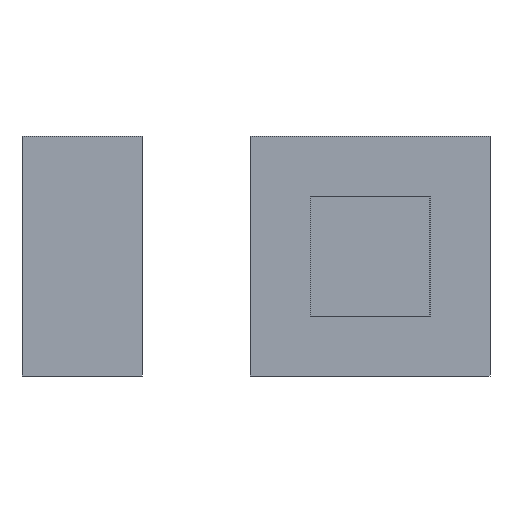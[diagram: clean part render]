
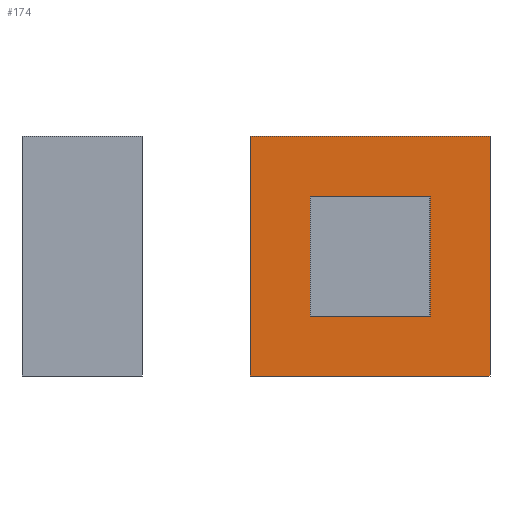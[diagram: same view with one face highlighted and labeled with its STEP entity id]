
A CAD part, left-side view. The second image highlights one B-rep face of the part: STEP entity #174.
In plain terms, the highlighted planar face has unit normal (-1, 0, 0).
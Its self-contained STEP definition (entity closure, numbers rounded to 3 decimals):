
#174=ADVANCED_FACE('',(#196),#197,.F.);
#196=FACE_OUTER_BOUND('',#232,.T.);
#197=PLANE('',#233);
#232=EDGE_LOOP('',(#283,#284,#285,#286));
#233=AXIS2_PLACEMENT_3D('',#287,#288,#289);
#283=ORIENTED_EDGE('',*,*,#398,.T.);
#284=ORIENTED_EDGE('',*,*,#394,.F.);
#285=ORIENTED_EDGE('',*,*,#396,.F.);
#286=ORIENTED_EDGE('',*,*,#390,.F.);
#287=CARTESIAN_POINT('',(15.0,0.0,0.0));
#288=DIRECTION('',(1.0,0.0,0.0));
#289=DIRECTION('',(0.0,0.0,-1.0));
#390=EDGE_CURVE('',#427,#429,#430,.T.);
#394=EDGE_CURVE('',#435,#437,#438,.T.);
#396=EDGE_CURVE('',#429,#435,#440,.T.);
#398=EDGE_CURVE('',#427,#437,#442,.T.);
#427=VERTEX_POINT('',#488);
#429=VERTEX_POINT('',#491);
#430=LINE('',#492,#493);
#435=VERTEX_POINT('',#500);
#437=VERTEX_POINT('',#503);
#438=LINE('',#504,#505);
#440=LINE('',#508,#509);
#442=LINE('',#512,#513);
#488=CARTESIAN_POINT('',(15.0,5.0,5.0));
#491=CARTESIAN_POINT('',(15.0,-5.0,5.0));
#492=CARTESIAN_POINT('',(15.0,0.0,5.0));
#493=VECTOR('',#582,1.0);
#500=CARTESIAN_POINT('',(15.0,-5.0,-5.0));
#503=CARTESIAN_POINT('',(15.0,5.0,-5.0));
#504=CARTESIAN_POINT('',(15.0,0.0,-5.0));
#505=VECTOR('',#586,1.0);
#508=CARTESIAN_POINT('',(15.0,-5.0,0.0));
#509=VECTOR('',#588,1.0);
#512=CARTESIAN_POINT('',(15.0,5.0,0.0));
#513=VECTOR('',#590,1.0);
#582=DIRECTION('',(0.0,-1.0,0.0));
#586=DIRECTION('',(0.0,1.0,0.0));
#588=DIRECTION('',(0.0,0.0,-1.0));
#590=DIRECTION('',(0.0,0.0,-1.0));
